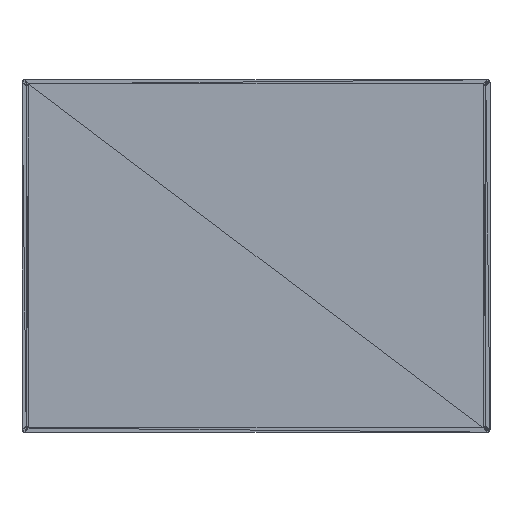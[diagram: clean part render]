
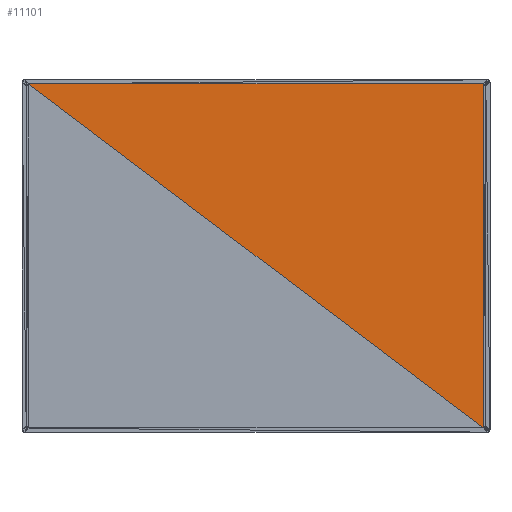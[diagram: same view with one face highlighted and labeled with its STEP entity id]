
A CAD part, top view. The second image highlights one B-rep face of the part: STEP entity #11101.
In plain terms, the highlighted planar face has unit normal (0, 0, 1).
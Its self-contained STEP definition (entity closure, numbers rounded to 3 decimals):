
#11101 = ADVANCED_FACE('',(#11102),#11128,.T.);
#11102 = FACE_BOUND('',#11103,.T.);
#11103 = EDGE_LOOP('',(#11104,#11114,#11122));
#11104 = ORIENTED_EDGE('',*,*,#11105,.F.);
#11105 = EDGE_CURVE('',#11106,#11108,#11110,.T.);
#11106 = VERTEX_POINT('',#11107);
#11107 = CARTESIAN_POINT('',(-98.275,74.398,
    -3.9));
#11108 = VERTEX_POINT('',#11109);
#11109 = CARTESIAN_POINT('',(98.275,74.398,
    -3.9));
#11110 = LINE('',#11111,#11112);
#11111 = CARTESIAN_POINT('',(-98.275,74.398,
    -3.9));
#11112 = VECTOR('',#11113,1.);
#11113 = DIRECTION('',(1.,0.,0.));
#11114 = ORIENTED_EDGE('',*,*,#11115,.T.);
#11115 = EDGE_CURVE('',#11106,#11116,#11118,.T.);
#11116 = VERTEX_POINT('',#11117);
#11117 = CARTESIAN_POINT('',(98.275,-74.398,
    -3.9));
#11118 = LINE('',#11119,#11120);
#11119 = CARTESIAN_POINT('',(-98.275,74.398,
    -3.9));
#11120 = VECTOR('',#11121,1.);
#11121 = DIRECTION('',(0.797,-0.604,0.));
#11122 = ORIENTED_EDGE('',*,*,#11123,.F.);
#11123 = EDGE_CURVE('',#11108,#11116,#11124,.T.);
#11124 = LINE('',#11125,#11126);
#11125 = CARTESIAN_POINT('',(98.275,74.398,
    -3.9));
#11126 = VECTOR('',#11127,1.);
#11127 = DIRECTION('',(0.,-1.,0.));
#11128 = PLANE('',#11129);
#11129 = AXIS2_PLACEMENT_3D('',#11130,#11131,#11132);
#11130 = CARTESIAN_POINT('',(24.706,24.706,
    -3.9));
#11131 = DIRECTION('',(0.,0.,1.));
#11132 = DIRECTION('',(1.,0.,-0.));
